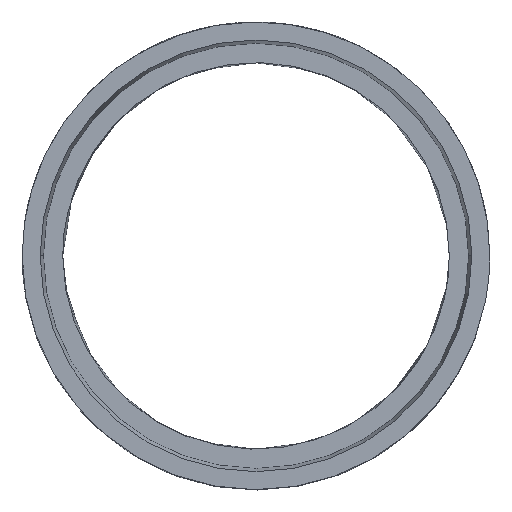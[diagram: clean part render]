
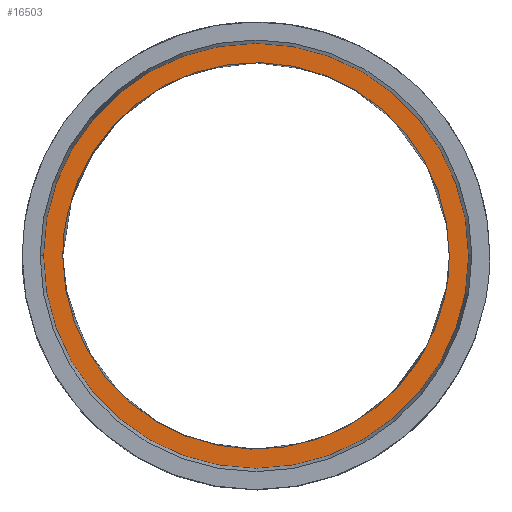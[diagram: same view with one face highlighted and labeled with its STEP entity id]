
A CAD part, top view. The second image highlights one B-rep face of the part: STEP entity #16503.
In plain terms, the highlighted planar face has unit normal (0, 0, 1).
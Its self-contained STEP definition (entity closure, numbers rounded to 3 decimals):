
#81 = CARTESIAN_POINT ( 'NONE',  ( 300., 0., 250. ) ) ;
#209 = B_SPLINE_CURVE_WITH_KNOTS ( 'NONE', 3,
 ( #18649, #3668, #20513, #12299, #10331, #7065, #10445, #16998, #2017, #20404, #17111, #5525, #614, #12189 ),
 .UNSPECIFIED., .F., .F.,
 ( 4, 2, 2, 2, 1, 1, 1, 1, 4 ),
 ( 0.938, 1.172, 1.407, 1.641, 1.829, 1.84, 1.852, 1.864, 1.876 ),
 .UNSPECIFIED. ) ;
#239 = CARTESIAN_POINT ( 'NONE',  ( -268.391, 155.873, 250. ) ) ;
#445 = DIRECTION ( 'NONE',  ( 1., 0., 0. ) ) ;
#614 = CARTESIAN_POINT ( 'NONE',  ( 300., -3.978, 250. ) ) ;
#1346 = CARTESIAN_POINT ( 'NONE',  ( 300., 3.978, 250. ) ) ;
#1786 = B_SPLINE_CURVE_WITH_KNOTS ( 'NONE', 3,
 ( #6060, #1346, #21366, #12721, #19401, #3625, #15100, #19934, #11924, #18493, #13462, #239, #20138, #4946 ),
 .UNSPECIFIED., .F., .F.,
 ( 4, 1, 1, 1, 1, 2, 2, 2, 4 ),
 ( 0., 0.012, 0.023, 0.035, 0.047, 0.234, 0.469, 0.703, 0.938 ),
 .UNSPECIFIED. ) ;
#1788 = EDGE_LOOP ( 'NONE', ( #8962, #5409 ) ) ;
#1839 = DIRECTION ( 'NONE',  ( 0., 0., -1. ) ) ;
#2017 = CARTESIAN_POINT ( 'NONE',  ( 288.197, -105.67, 250. ) ) ;
#2185 = DIRECTION ( 'NONE',  ( 0., 0., 1. ) ) ;
#3625 = CARTESIAN_POINT ( 'NONE',  ( 288.197, 105.67, 250. ) ) ;
#3668 = CARTESIAN_POINT ( 'NONE',  ( -300., -79.563, 250. ) ) ;
#4211 = VERTEX_POINT ( 'NONE', #17518 ) ;
#4946 = CARTESIAN_POINT ( 'NONE',  ( -300., 0., 250. ) ) ;
#5020 = FACE_OUTER_BOUND ( 'NONE', #16797, .T. ) ;
#5409 = ORIENTED_EDGE ( 'NONE', *, *, #9281, .F. ) ;
#5525 = CARTESIAN_POINT ( 'NONE',  ( 299.842, -11.918, 250. ) ) ;
#5537 = CIRCLE ( 'NONE', #20205, 330. ) ;
#6060 = CARTESIAN_POINT ( 'NONE',  ( 300., 0., 250. ) ) ;
#6936 = AXIS2_PLACEMENT_3D ( 'NONE', #8750, #2185, #445 ) ;
#7065 = CARTESIAN_POINT ( 'NONE',  ( 79.563, -300., 250. ) ) ;
#8364 = ORIENTED_EDGE ( 'NONE', *, *, #8369, .T. ) ;
#8369 = EDGE_CURVE ( 'NONE', #19910, #21613, #18453, .T. ) ;
#8750 = CARTESIAN_POINT ( 'NONE',  ( 0., 0., 250. ) ) ;
#8962 = ORIENTED_EDGE ( 'NONE', *, *, #15704, .F. ) ;
#9281 = EDGE_CURVE ( 'NONE', #4211, #14637, #209, .T. ) ;
#10331 = CARTESIAN_POINT ( 'NONE',  ( -79.563, -300., 250. ) ) ;
#10445 = CARTESIAN_POINT ( 'NONE',  ( 155.873, -268.391, 250. ) ) ;
#11924 = CARTESIAN_POINT ( 'NONE',  ( 79.563, 300., 250. ) ) ;
#12069 = CARTESIAN_POINT ( 'NONE',  ( 0., 0., 250. ) ) ;
#12189 = CARTESIAN_POINT ( 'NONE',  ( 300., 0., 250. ) ) ;
#12299 = CARTESIAN_POINT ( 'NONE',  ( -155.873, -268.391, 250. ) ) ;
#12721 = CARTESIAN_POINT ( 'NONE',  ( 299.136, 23.767, 250. ) ) ;
#13462 = CARTESIAN_POINT ( 'NONE',  ( -155.873, 268.391, 250. ) ) ;
#13828 = EDGE_CURVE ( 'NONE', #21613, #19910, #5537, .T. ) ;
#14042 = DIRECTION ( 'NONE',  ( 0., 0., 1. ) ) ;
#14637 = VERTEX_POINT ( 'NONE', #81 ) ;
#14869 = CARTESIAN_POINT ( 'NONE',  ( 300., 0., 250. ) ) ;
#15100 = CARTESIAN_POINT ( 'NONE',  ( 257.139, 167.125, 250. ) ) ;
#15355 = DIRECTION ( 'NONE',  ( 1., 0., 0. ) ) ;
#15704 = EDGE_CURVE ( 'NONE', #14637, #4211, #1786, .T. ) ;
#16503 = ADVANCED_FACE ( 'NONE', ( #5020, #16816 ), #16606, .F. ) ;
#16606 = PLANE ( 'NONE',  #19861 ) ;
#16797 = EDGE_LOOP ( 'NONE', ( #8364, #17129 ) ) ;
#16816 = FACE_BOUND ( 'NONE', #1788, .T. ) ;
#16998 = CARTESIAN_POINT ( 'NONE',  ( 257.139, -167.125, 250. ) ) ;
#17111 = CARTESIAN_POINT ( 'NONE',  ( 299.136, -23.767, 250. ) ) ;
#17129 = ORIENTED_EDGE ( 'NONE', *, *, #13828, .T. ) ;
#17518 = CARTESIAN_POINT ( 'NONE',  ( -300., 0., 250. ) ) ;
#18453 = CIRCLE ( 'NONE', #6936, 330. ) ;
#18493 = CARTESIAN_POINT ( 'NONE',  ( -79.563, 300., 250. ) ) ;
#18649 = CARTESIAN_POINT ( 'NONE',  ( -300., 0., 250. ) ) ;
#19401 = CARTESIAN_POINT ( 'NONE',  ( 297.966, 35.541, 250. ) ) ;
#19803 = DIRECTION ( 'NONE',  ( -1., 0., 0. ) ) ;
#19861 = AXIS2_PLACEMENT_3D ( 'NONE', #14869, #1839, #19803 ) ;
#19910 = VERTEX_POINT ( 'NONE', #21032 ) ;
#19934 = CARTESIAN_POINT ( 'NONE',  ( 155.873, 268.391, 250. ) ) ;
#20138 = CARTESIAN_POINT ( 'NONE',  ( -300., 79.563, 250. ) ) ;
#20205 = AXIS2_PLACEMENT_3D ( 'NONE', #12069, #14042, #15355 ) ;
#20404 = CARTESIAN_POINT ( 'NONE',  ( 297.966, -35.541, 250. ) ) ;
#20513 = CARTESIAN_POINT ( 'NONE',  ( -268.391, -155.873, 250. ) ) ;
#20763 = CARTESIAN_POINT ( 'NONE',  ( -330., 0., 250. ) ) ;
#21032 = CARTESIAN_POINT ( 'NONE',  ( 330., 0., 250. ) ) ;
#21366 = CARTESIAN_POINT ( 'NONE',  ( 299.842, 11.918, 250. ) ) ;
#21613 = VERTEX_POINT ( 'NONE', #20763 ) ;
